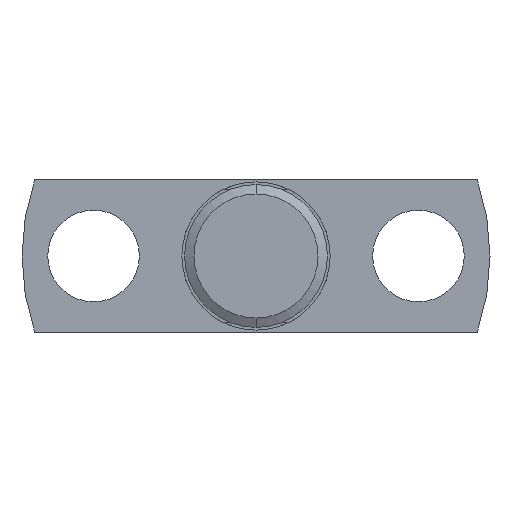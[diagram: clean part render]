
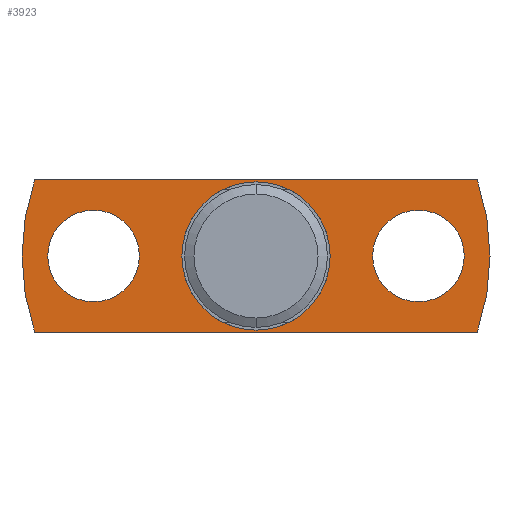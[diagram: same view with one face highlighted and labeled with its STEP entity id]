
A CAD part, front view. The second image highlights one B-rep face of the part: STEP entity #3923.
In plain terms, the highlighted planar face has unit normal (0, -1, 0).
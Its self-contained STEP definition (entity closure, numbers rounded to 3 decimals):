
#107 = CIRCLE ( 'NONE', #2431, 6. ) ;
#351 = ORIENTED_EDGE ( 'NONE', *, *, #6022, .T. ) ;
#378 = EDGE_CURVE ( 'Defeature ausgef�hrt1_3+Defeature ausgef�hrt1_7+Defeature ausgef�hrt1_9+Defeature ausgef�hrt1_10', #1781, #1094, #107, .T. ) ;
#444 = VERTEX_POINT ( 'NONE', #4032 ) ;
#466 = FACE_BOUND ( 'NONE', #864, .T. ) ;
#470 = CARTESIAN_POINT ( 'NONE',  ( 4.165, -13.1, 1.175 ) ) ;
#639 = CARTESIAN_POINT ( 'NONE',  ( -6., -13.1, 1.95 ) ) ;
#768 = CIRCLE ( 'NONE', #1955, 1.175 ) ;
#848 = VERTEX_POINT ( 'NONE', #2641 ) ;
#864 = EDGE_LOOP ( 'NONE', ( #6364, #4804 ) ) ;
#990 = EDGE_CURVE ( 'Defeature ausgef�hrt1_6+Defeature ausgef�hrt1_7+Defeature ausgef�hrt1_10+Defeature ausgef�hrt1_9', #444, #5045, #2347, .T. ) ;
#1090 = ORIENTED_EDGE ( 'NONE', *, *, #3472, .T. ) ;
#1094 = VERTEX_POINT ( 'NONE', #4068 ) ;
#1201 = DIRECTION ( 'NONE',  ( 0., 0., -1. ) ) ;
#1264 = VERTEX_POINT ( 'NONE', #5009 ) ;
#1333 = DIRECTION ( 'NONE',  ( 1., 0., 0. ) ) ;
#1441 = DIRECTION ( 'NONE',  ( 0., 1., 0. ) ) ;
#1458 = FACE_OUTER_BOUND ( 'NONE', #6485, .T. ) ;
#1692 = CIRCLE ( 'NONE', #3667, 1.175 ) ;
#1755 = DIRECTION ( 'NONE',  ( 0., 0., -1. ) ) ;
#1770 = DIRECTION ( 'NONE',  ( 0., 0., -1. ) ) ;
#1781 = VERTEX_POINT ( 'NONE', #2197 ) ;
#1820 = EDGE_CURVE ( 'Defeature ausgef�hrt1_7+Defeature ausgef�hrt1_50+Defeature ausgef�hrt1_50+Defeature ausgef�hrt1_50', #4698, #3056, #1692, .T. ) ;
#1835 = EDGE_CURVE ( 'Defeature ausgef�hrt1_7+Defeature ausgef�hrt1_9+Defeature ausgef�hrt1_3+Defeature ausgef�hrt1_6', #1781, #5045, #4925, .T. ) ;
#1912 = DIRECTION ( 'NONE',  ( 0., 0., -1. ) ) ;
#1955 = AXIS2_PLACEMENT_3D ( 'NONE', #3428, #3969, #1770 ) ;
#1978 = AXIS2_PLACEMENT_3D ( 'NONE', #3862, #4392, #1755 ) ;
#2107 = VECTOR ( 'NONE', #4861, 1000. ) ;
#2180 = EDGE_CURVE ( 'Defeature ausgef�hrt1_7+Defeature ausgef�hrt1_51+Defeature ausgef�hrt1_51+Defeature ausgef�hrt1_51', #5837, #848, #2613, .T. ) ;
#2197 = CARTESIAN_POINT ( 'NONE',  ( 5.674, -13.1, 1.95 ) ) ;
#2244 = CIRCLE ( 'NONE', #4572, 1.175 ) ;
#2272 = EDGE_CURVE ( 'Defeature ausgef�hrt1_7+Defeature ausgef�hrt1_8+Defeature ausgef�hrt1_8+Defeature ausgef�hrt1_8', #1264, #4628, #4838, .T. ) ;
#2347 = CIRCLE ( 'NONE', #5746, 6. ) ;
#2403 = EDGE_LOOP ( 'NONE', ( #351, #5741 ) ) ;
#2411 = DIRECTION ( 'NONE',  ( 0., 0., -1. ) ) ;
#2431 = AXIS2_PLACEMENT_3D ( 'NONE', #6111, #2997, #5630 ) ;
#2599 = ORIENTED_EDGE ( 'NONE', *, *, #378, .F. ) ;
#2613 = CIRCLE ( 'NONE', #5434, 1.175 ) ;
#2641 = CARTESIAN_POINT ( 'NONE',  ( -4.165, -13.1, -1.175 ) ) ;
#2653 = AXIS2_PLACEMENT_3D ( 'NONE', #3526, #5026, #1912 ) ;
#2709 = DIRECTION ( 'NONE',  ( 0., 0., -1. ) ) ;
#2788 = CARTESIAN_POINT ( 'NONE',  ( -4.165, -13.1, 0. ) ) ;
#2989 = DIRECTION ( 'NONE',  ( 0., 1., 0. ) ) ;
#2997 = DIRECTION ( 'NONE',  ( 0., 1., 0. ) ) ;
#3056 = VERTEX_POINT ( 'NONE', #470 ) ;
#3100 = DIRECTION ( 'NONE',  ( 0., 0., -1. ) ) ;
#3118 = CARTESIAN_POINT ( 'NONE',  ( -5.674, -13.1, 1.95 ) ) ;
#3268 = CARTESIAN_POINT ( 'NONE',  ( 4.165, -13.1, 0. ) ) ;
#3394 = CARTESIAN_POINT ( 'NONE',  ( 4.165, -13.1, -1.175 ) ) ;
#3428 = CARTESIAN_POINT ( 'NONE',  ( -4.165, -13.1, 0. ) ) ;
#3472 = EDGE_CURVE ( 'Defeature ausgef�hrt1_7+Defeature ausgef�hrt1_8+Defeature ausgef�hrt1_8+Defeature ausgef�hrt1_8', #4628, #1264, #5178, .T. ) ;
#3526 = CARTESIAN_POINT ( 'NONE',  ( -6., -13.1, 0. ) ) ;
#3544 = CARTESIAN_POINT ( 'NONE',  ( 4.165, -13.1, 0. ) ) ;
#3667 = AXIS2_PLACEMENT_3D ( 'NONE', #3268, #6395, #2709 ) ;
#3670 = LINE ( 'NONE', #5614, #5661 ) ;
#3809 = ORIENTED_EDGE ( 'NONE', *, *, #2272, .T. ) ;
#3862 = CARTESIAN_POINT ( 'NONE',  ( 0., -13.1, 0. ) ) ;
#3923 = ADVANCED_FACE ( 'Defeature ausgef�hrt1_7', ( #5342, #466, #1458, #5008 ), #6674, .F. ) ;
#3960 = ORIENTED_EDGE ( 'NONE', *, *, #1835, .T. ) ;
#3969 = DIRECTION ( 'NONE',  ( 0., 1., 0. ) ) ;
#4032 = CARTESIAN_POINT ( 'NONE',  ( -5.674, -13.1, -1.95 ) ) ;
#4068 = CARTESIAN_POINT ( 'NONE',  ( 5.674, -13.1, -1.95 ) ) ;
#4154 = DIRECTION ( 'NONE',  ( 0., 1., 0. ) ) ;
#4392 = DIRECTION ( 'NONE',  ( 0., 1., 0. ) ) ;
#4407 = DIRECTION ( 'NONE',  ( 0., 1., 0. ) ) ;
#4572 = AXIS2_PLACEMENT_3D ( 'NONE', #3544, #1441, #2411 ) ;
#4585 = EDGE_LOOP ( 'NONE', ( #3809, #1090 ) ) ;
#4628 = VERTEX_POINT ( 'NONE', #5046 ) ;
#4698 = VERTEX_POINT ( 'NONE', #3394 ) ;
#4804 = ORIENTED_EDGE ( 'NONE', *, *, #5736, .T. ) ;
#4838 = CIRCLE ( 'NONE', #4999, 1.9 ) ;
#4861 = DIRECTION ( 'NONE',  ( -1., 0., 0. ) ) ;
#4925 = LINE ( 'NONE', #639, #2107 ) ;
#4999 = AXIS2_PLACEMENT_3D ( 'NONE', #5734, #4154, #3100 ) ;
#5008 = FACE_BOUND ( 'NONE', #4585, .T. ) ;
#5009 = CARTESIAN_POINT ( 'NONE',  ( 0., -13.1, -1.9 ) ) ;
#5026 = DIRECTION ( 'NONE',  ( 0., 1., 0. ) ) ;
#5045 = VERTEX_POINT ( 'NONE', #3118 ) ;
#5046 = CARTESIAN_POINT ( 'NONE',  ( 0., -13.1, 1.9 ) ) ;
#5083 = CARTESIAN_POINT ( 'NONE',  ( 0., -13.1, 0. ) ) ;
#5178 = CIRCLE ( 'NONE', #1978, 1.9 ) ;
#5198 = ORIENTED_EDGE ( 'NONE', *, *, #990, .F. ) ;
#5342 = FACE_BOUND ( 'NONE', #2403, .T. ) ;
#5365 = EDGE_CURVE ( 'Defeature ausgef�hrt1_7+Defeature ausgef�hrt1_10+Defeature ausgef�hrt1_6+Defeature ausgef�hrt1_3', #444, #1094, #3670, .T. ) ;
#5434 = AXIS2_PLACEMENT_3D ( 'NONE', #2788, #4407, #1201 ) ;
#5614 = CARTESIAN_POINT ( 'NONE',  ( -6., -13.1, -1.95 ) ) ;
#5630 = DIRECTION ( 'NONE',  ( 0., 0., -1. ) ) ;
#5661 = VECTOR ( 'NONE', #1333, 1000. ) ;
#5734 = CARTESIAN_POINT ( 'NONE',  ( 0., -13.1, 0. ) ) ;
#5736 = EDGE_CURVE ( 'Defeature ausgef�hrt1_7+Defeature ausgef�hrt1_50+Defeature ausgef�hrt1_50+Defeature ausgef�hrt1_50', #3056, #4698, #2244, .T. ) ;
#5741 = ORIENTED_EDGE ( 'NONE', *, *, #2180, .T. ) ;
#5746 = AXIS2_PLACEMENT_3D ( 'NONE', #5083, #2989, #6157 ) ;
#5811 = ORIENTED_EDGE ( 'NONE', *, *, #5365, .T. ) ;
#5837 = VERTEX_POINT ( 'NONE', #6521 ) ;
#6022 = EDGE_CURVE ( 'Defeature ausgef�hrt1_7+Defeature ausgef�hrt1_51+Defeature ausgef�hrt1_51+Defeature ausgef�hrt1_51', #848, #5837, #768, .T. ) ;
#6111 = CARTESIAN_POINT ( 'NONE',  ( 0., -13.1, 0. ) ) ;
#6157 = DIRECTION ( 'NONE',  ( 0., 0., -1. ) ) ;
#6364 = ORIENTED_EDGE ( 'NONE', *, *, #1820, .T. ) ;
#6395 = DIRECTION ( 'NONE',  ( 0., 1., 0. ) ) ;
#6485 = EDGE_LOOP ( 'NONE', ( #5198, #5811, #2599, #3960 ) ) ;
#6521 = CARTESIAN_POINT ( 'NONE',  ( -4.165, -13.1, 1.175 ) ) ;
#6674 = PLANE ( 'NONE',  #2653 ) ;
